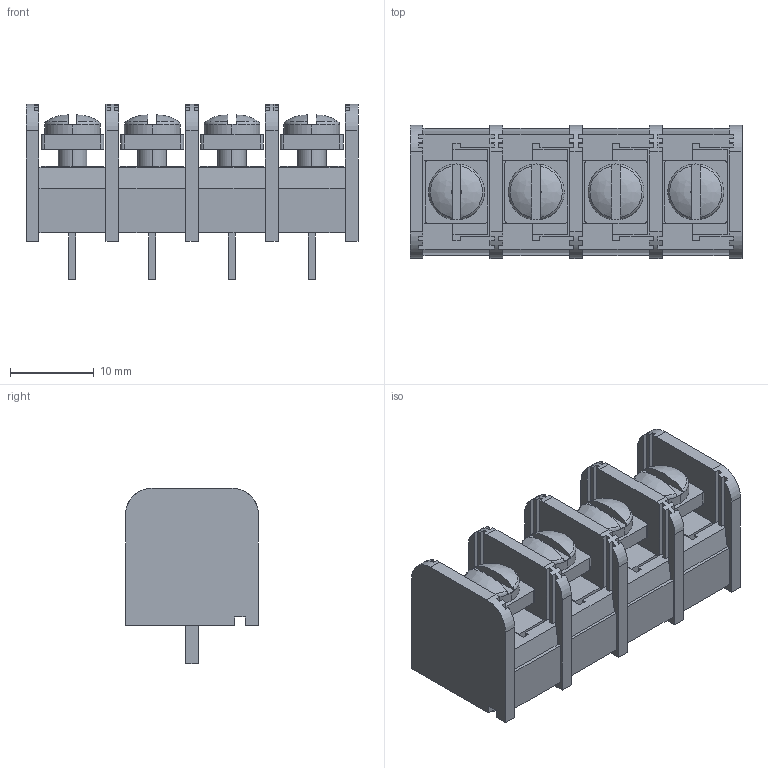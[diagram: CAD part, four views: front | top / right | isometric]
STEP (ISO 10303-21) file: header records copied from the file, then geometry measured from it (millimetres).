
FILE_DESCRIPTION((''),'2;1');
FILE_NAME('C-3-1437664-3','2009-06-08T',('workeradm'),(''),'PRO/ENGINEER BY PARAMETRIC TECHNOLOGY CORPORATION, 2008380','PRO/ENGINEER BY PARAMETRIC TECHNOLOGY CORPORATION, 2008380','');
FILE_SCHEMA(('AUTOMOTIVE_DESIGN { 1 0 10303 214 1 1 1 1 }'));
Length unit declared in the file: millimetre
Products named in the file (1): C-3-1437664-3
Bounding box: 39.65 x 15.88 x 20.95 mm (x, y, z)
Volume: 6365.2 mm3; surface area: 4963.8 mm2
Topology: 1 solids, 1 shells, 416 faces, 1150 edges, 756 vertices
Faces by surface type: plane 350, cylinder 50, torus 8, bspline 8
Entity records: 13644 total; most frequent: CARTESIAN_POINT 2881, ORIENTED_EDGE 2300, DIRECTION 2138, EDGE_CURVE 1150, VECTOR 914, LINE 914, VERTEX_POINT 756, AXIS2_PLACEMENT_3D 612
